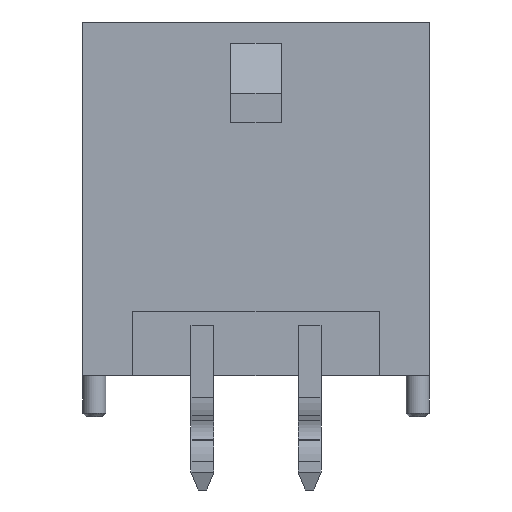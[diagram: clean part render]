
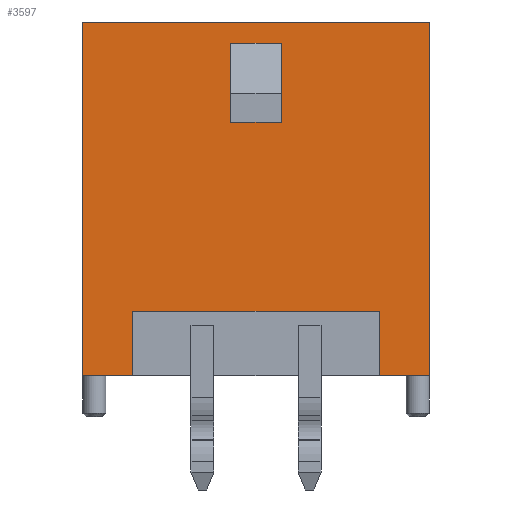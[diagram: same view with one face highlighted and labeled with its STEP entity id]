
A CAD part, left-side view. The second image highlights one B-rep face of the part: STEP entity #3597.
In plain terms, the highlighted planar face has unit normal (-1, 0, 0).
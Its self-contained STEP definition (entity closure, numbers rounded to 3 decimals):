
#448=ORIENTED_EDGE('',*,*,#1409,.T.);
#449=ORIENTED_EDGE('',*,*,#1410,.T.);
#450=ORIENTED_EDGE('',*,*,#1411,.F.);
#451=ORIENTED_EDGE('',*,*,#1412,.F.);
#452=ORIENTED_EDGE('',*,*,#1413,.F.);
#453=ORIENTED_EDGE('',*,*,#1246,.F.);
#454=ORIENTED_EDGE('',*,*,#1401,.T.);
#455=ORIENTED_EDGE('',*,*,#1230,.T.);
#456=ORIENTED_EDGE('',*,*,#1403,.F.);
#457=ORIENTED_EDGE('',*,*,#1123,.F.);
#458=ORIENTED_EDGE('',*,*,#1414,.F.);
#459=ORIENTED_EDGE('',*,*,#1415,.F.);
#1123=EDGE_CURVE('',#1644,#1637,#1990,.T.);
#1230=EDGE_CURVE('',#1742,#1741,#2097,.T.);
#1246=EDGE_CURVE('',#1755,#1756,#2112,.T.);
#1401=EDGE_CURVE('',#1755,#1742,#2267,.T.);
#1403=EDGE_CURVE('',#1637,#1741,#2269,.T.);
#1409=EDGE_CURVE('',#1870,#1871,#2275,.T.);
#1410=EDGE_CURVE('',#1871,#1872,#2276,.T.);
#1411=EDGE_CURVE('',#1873,#1872,#2277,.T.);
#1412=EDGE_CURVE('',#1870,#1873,#2278,.T.);
#1413=EDGE_CURVE('',#1756,#1874,#2279,.T.);
#1414=EDGE_CURVE('',#1875,#1644,#2280,.T.);
#1415=EDGE_CURVE('',#1874,#1875,#2281,.T.);
#1637=VERTEX_POINT('',#4877);
#1644=VERTEX_POINT('',#4892);
#1741=VERTEX_POINT('',#5105);
#1742=VERTEX_POINT('',#5107);
#1755=VERTEX_POINT('',#5138);
#1756=VERTEX_POINT('',#5140);
#1870=VERTEX_POINT('',#5447);
#1871=VERTEX_POINT('',#5448);
#1872=VERTEX_POINT('',#5450);
#1873=VERTEX_POINT('',#5452);
#1874=VERTEX_POINT('',#5455);
#1875=VERTEX_POINT('',#5457);
#1990=LINE('',#4893,#2494);
#2097=LINE('',#5106,#2601);
#2112=LINE('',#5139,#2616);
#2267=LINE('',#5433,#2771);
#2269=LINE('',#5436,#2773);
#2275=LINE('',#5446,#2779);
#2276=LINE('',#5449,#2780);
#2277=LINE('',#5451,#2781);
#2278=LINE('',#5453,#2782);
#2279=LINE('',#5454,#2783);
#2280=LINE('',#5456,#2784);
#2281=LINE('',#5458,#2785);
#2494=VECTOR('',#3977,1000.);
#2601=VECTOR('',#4102,1000.);
#2616=VECTOR('',#4125,1000.);
#2771=VECTOR('',#4332,1000.);
#2773=VECTOR('',#4336,1000.);
#2779=VECTOR('',#4348,1000.);
#2780=VECTOR('',#4349,1000.);
#2781=VECTOR('',#4350,1000.);
#2782=VECTOR('',#4351,1000.);
#2783=VECTOR('',#4352,1000.);
#2784=VECTOR('',#4353,1000.);
#2785=VECTOR('',#4354,1000.);
#3042=EDGE_LOOP('',(#448,#449,#450,#451));
#3043=EDGE_LOOP('',(#452,#453,#454,#455,#456,#457,#458,#459));
#3240=FACE_BOUND('',#3042,.T.);
#3241=FACE_BOUND('',#3043,.T.);
#3428=PLANE('',#3805);
#3597=ADVANCED_FACE('',(#3240,#3241),#3428,.T.);
#3805=AXIS2_PLACEMENT_3D('',#5445,#4346,#4347);
#3977=DIRECTION('',(0.,1.,0.));
#4102=DIRECTION('',(0.,1.,0.));
#4125=DIRECTION('',(0.,1.,0.));
#4332=DIRECTION('',(0.,0.,1.));
#4336=DIRECTION('',(0.,0.,1.));
#4346=DIRECTION('',(-1.,0.,0.));
#4347=DIRECTION('',(0.,0.,1.));
#4348=DIRECTION('',(0.,0.,1.));
#4349=DIRECTION('',(0.,-1.,0.));
#4350=DIRECTION('',(0.,0.,1.));
#4351=DIRECTION('',(0.,-1.,0.));
#4352=DIRECTION('',(0.,0.,1.));
#4353=DIRECTION('',(0.,0.,-1.));
#4354=DIRECTION('',(0.,1.,0.));
#4877=CARTESIAN_POINT('',(-3.43,4.85,-4.95));
#4892=CARTESIAN_POINT('',(-3.43,3.45,-4.95));
#4893=CARTESIAN_POINT('',(-3.43,-4.85,-4.95));
#5105=CARTESIAN_POINT('',(-3.43,4.85,4.95));
#5106=CARTESIAN_POINT('',(-3.43,-4.85,4.95));
#5107=CARTESIAN_POINT('',(-3.43,-4.85,4.95));
#5138=CARTESIAN_POINT('',(-3.43,-4.85,-4.95));
#5139=CARTESIAN_POINT('',(-3.43,-4.85,-4.95));
#5140=CARTESIAN_POINT('',(-3.43,-3.45,-4.95));
#5433=CARTESIAN_POINT('',(-3.43,-4.85,-4.95));
#5436=CARTESIAN_POINT('',(-3.43,4.85,-4.95));
#5445=CARTESIAN_POINT('',(-3.43,-4.85,-4.95));
#5446=CARTESIAN_POINT('',(-3.43,0.7,2.15));
#5447=CARTESIAN_POINT('',(-3.43,0.7,2.15));
#5448=CARTESIAN_POINT('',(-3.43,0.7,4.35));
#5449=CARTESIAN_POINT('',(-3.43,0.7,4.35));
#5450=CARTESIAN_POINT('',(-3.43,-0.7,4.35));
#5451=CARTESIAN_POINT('',(-3.43,-0.7,2.15));
#5452=CARTESIAN_POINT('',(-3.43,-0.7,2.15));
#5453=CARTESIAN_POINT('',(-3.43,0.7,2.15));
#5454=CARTESIAN_POINT('',(-3.43,-3.45,-4.95));
#5455=CARTESIAN_POINT('',(-3.43,-3.45,-3.15));
#5456=CARTESIAN_POINT('',(-3.43,3.45,-3.15));
#5457=CARTESIAN_POINT('',(-3.43,3.45,-3.15));
#5458=CARTESIAN_POINT('',(-3.43,-3.45,-3.15));
